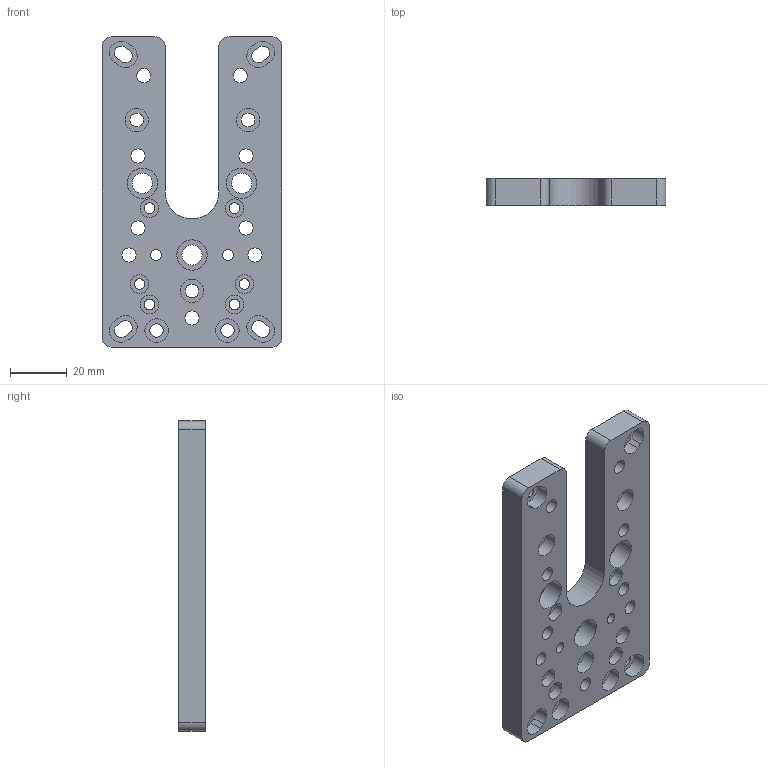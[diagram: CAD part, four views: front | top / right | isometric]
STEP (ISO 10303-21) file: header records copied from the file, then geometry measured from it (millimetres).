
FILE_DESCRIPTION (( 'STEP AP214' ), '1' );
FILE_NAME ('AFSB-5.STEP', '2023-03-08T19:57:28', ( '' ), ( '' ), 'SwSTEP 2.0', 'SolidWorks 2021', '' );
FILE_SCHEMA (( 'AUTOMOTIVE_DESIGN' ));
Length unit declared in the file: inch
Products named in the file (1): AFSB-5
Bounding box: 63.5 x 9.53 x 109.4 mm (x, y, z)
Volume: 46053.5 mm3; surface area: 19892.1 mm2
Topology: 1 solids, 1 shells, 105 faces, 255 edges, 170 vertices
Faces by surface type: cylinder 62, plane 43
Full cylindrical faces by diameter (mm): 3.7 x6, 3.785 x2, 4.8 x5, 4.976 x9, 6.5 x6, 7.144 x3, 8.25 x5, 10.719 x3
Entity records: 3094 total; most frequent: DIRECTION 552, CARTESIAN_POINT 492, ORIENTED_EDGE 432, AXIS2_PLACEMENT_3D 230, EDGE_LOOP 220, EDGE_CURVE 216, VERTEX_POINT 170, FACE_OUTER_BOUND 144
